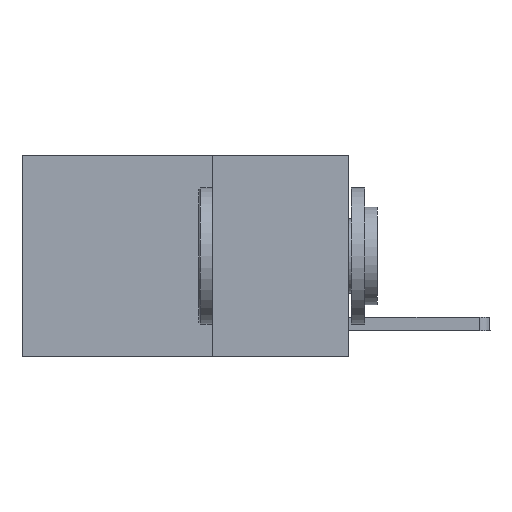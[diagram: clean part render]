
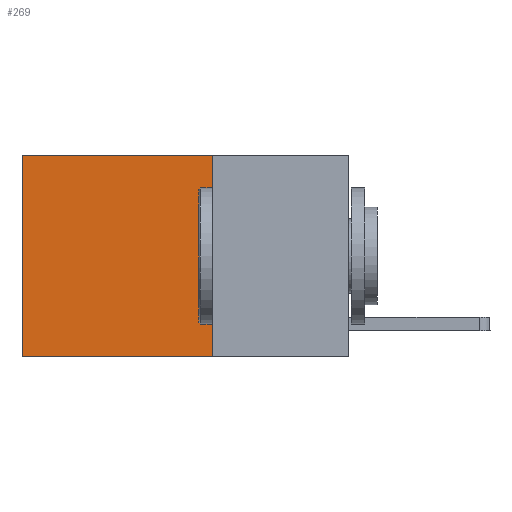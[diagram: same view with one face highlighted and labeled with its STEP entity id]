
A CAD part, left-side view. The second image highlights one B-rep face of the part: STEP entity #269.
In plain terms, the highlighted planar face has unit normal (-1, 0, 0).
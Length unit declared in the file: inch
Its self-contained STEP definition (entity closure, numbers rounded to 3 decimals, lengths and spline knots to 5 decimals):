
#269 = ADVANCED_FACE ( 'NONE', ( #3519 ), #8752, .F. ) ;
#436 = CARTESIAN_POINT ( 'NONE',  ( 0.2625, 0.25, -0.37 ) ) ;
#601 = DIRECTION ( 'NONE',  ( 0., 0., -1. ) ) ;
#731 = CARTESIAN_POINT ( 'NONE',  ( 0.2625, 0.25, -0.37 ) ) ;
#742 = CARTESIAN_POINT ( 'NONE',  ( 0.2625, 0.6, -0.37 ) ) ;
#1170 = CARTESIAN_POINT ( 'NONE',  ( 0.2625, 0.6, 0. ) ) ;
#1179 = CARTESIAN_POINT ( 'NONE',  ( 0.2625, 0.6, 0. ) ) ;
#1575 = VECTOR ( 'NONE', #6324, 39.37008 ) ;
#2057 = CARTESIAN_POINT ( 'NONE',  ( 0.2625, 0.25, 0. ) ) ;
#2151 = DIRECTION ( 'NONE',  ( 1., 0., 0. ) ) ;
#2242 = CARTESIAN_POINT ( 'NONE',  ( 0.2625, 0.25, 0. ) ) ;
#2270 = EDGE_CURVE ( 'NONE', #3018, #2426, #8874, .T. ) ;
#2412 = VERTEX_POINT ( 'NONE', #1170 ) ;
#2426 = VERTEX_POINT ( 'NONE', #436 ) ;
#2764 = ORIENTED_EDGE ( 'NONE', *, *, #4837, .T. ) ;
#3018 = VERTEX_POINT ( 'NONE', #6580 ) ;
#3404 = LINE ( 'NONE', #1179, #1575 ) ;
#3519 = FACE_OUTER_BOUND ( 'NONE', #8953, .T. ) ;
#3707 = EDGE_CURVE ( 'NONE', #2412, #5259, #3404, .T. ) ;
#3994 = DIRECTION ( 'NONE',  ( 0., 0., -1. ) ) ;
#4052 = VECTOR ( 'NONE', #5913, 39.37008 ) ;
#4614 = LINE ( 'NONE', #731, #4052 ) ;
#4837 = EDGE_CURVE ( 'NONE', #3018, #2412, #6039, .T. ) ;
#4991 = AXIS2_PLACEMENT_3D ( 'NONE', #2057, #2151, #601 ) ;
#5259 = VERTEX_POINT ( 'NONE', #742 ) ;
#5819 = EDGE_CURVE ( 'NONE', #2426, #5259, #4614, .T. ) ;
#5913 = DIRECTION ( 'NONE',  ( 0., 1., 0. ) ) ;
#6039 = LINE ( 'NONE', #8950, #9057 ) ;
#6097 = VECTOR ( 'NONE', #3994, 39.37008 ) ;
#6324 = DIRECTION ( 'NONE',  ( 0., 0., -1. ) ) ;
#6580 = CARTESIAN_POINT ( 'NONE',  ( 0.2625, 0.25, 0. ) ) ;
#7068 = ORIENTED_EDGE ( 'NONE', *, *, #2270, .F. ) ;
#8443 = ORIENTED_EDGE ( 'NONE', *, *, #3707, .T. ) ;
#8752 = PLANE ( 'NONE',  #4991 ) ;
#8807 = DIRECTION ( 'NONE',  ( 0., 1., 0. ) ) ;
#8874 = LINE ( 'NONE', #2242, #6097 ) ;
#8950 = CARTESIAN_POINT ( 'NONE',  ( 0.2625, 0.25, 0. ) ) ;
#8953 = EDGE_LOOP ( 'NONE', ( #8443, #9100, #7068, #2764 ) ) ;
#9057 = VECTOR ( 'NONE', #8807, 39.37008 ) ;
#9100 = ORIENTED_EDGE ( 'NONE', *, *, #5819, .F. ) ;
